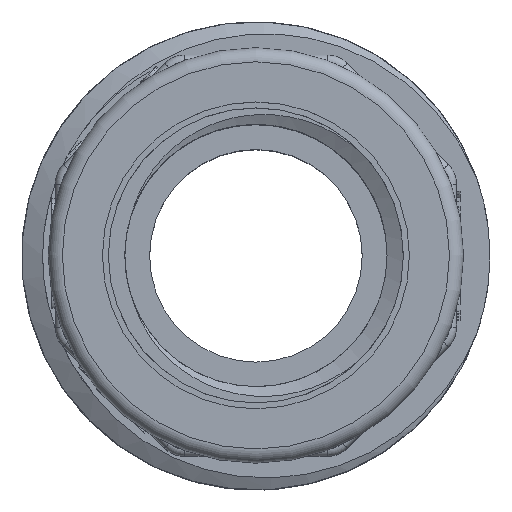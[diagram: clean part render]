
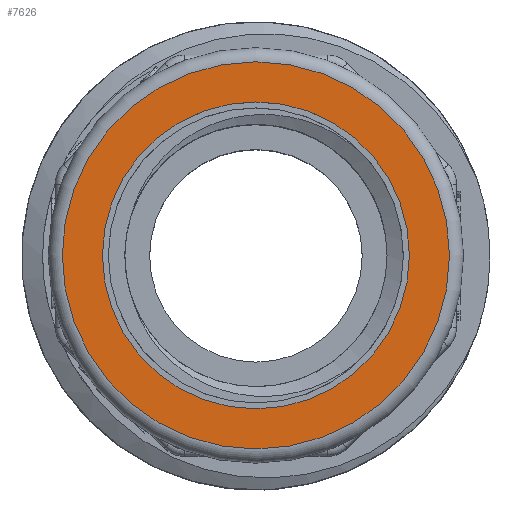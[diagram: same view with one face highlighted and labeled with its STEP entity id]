
A CAD part, top view. The second image highlights one B-rep face of the part: STEP entity #7626.
In plain terms, the highlighted planar face has unit normal (0, 0, 1).
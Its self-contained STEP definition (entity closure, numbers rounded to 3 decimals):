
#208=FACE_BOUND('',#1293,.T.);
#410=PLANE('',#8033);
#831=FACE_OUTER_BOUND('',#1292,.T.);
#1292=EDGE_LOOP('',(#7113));
#1293=EDGE_LOOP('',(#7114));
#1419=CIRCLE('',#8034,13.75);
#1420=CIRCLE('',#8035,10.9);
#3771=VERTEX_POINT('',#20575);
#3772=VERTEX_POINT('',#20577);
#4886=EDGE_CURVE('',#3771,#3771,#1419,.T.);
#4887=EDGE_CURVE('',#3772,#3772,#1420,.T.);
#7113=ORIENTED_EDGE('',*,*,#4886,.T.);
#7114=ORIENTED_EDGE('',*,*,#4887,.T.);
#7626=ADVANCED_FACE('',(#831,#208),#410,.T.);
#8033=AXIS2_PLACEMENT_3D('',#20574,#9444,#9445);
#8034=AXIS2_PLACEMENT_3D('',#20576,#9446,#9447);
#8035=AXIS2_PLACEMENT_3D('',#20578,#9448,#9449);
#9444=DIRECTION('center_axis',(0.,0.,1.));
#9445=DIRECTION('ref_axis',(1.,0.,0.));
#9446=DIRECTION('center_axis',(0.,0.,1.));
#9447=DIRECTION('ref_axis',(1.,0.,0.));
#9448=DIRECTION('center_axis',(0.,0.,-1.));
#9449=DIRECTION('ref_axis',(-1.,0.,0.));
#20574=CARTESIAN_POINT('Origin',(0.,0.,31.6));
#20575=CARTESIAN_POINT('',(-13.75,0.,31.6));
#20576=CARTESIAN_POINT('Origin',(0.,0.,31.6));
#20577=CARTESIAN_POINT('',(10.9,0.,31.6));
#20578=CARTESIAN_POINT('Origin',(0.,0.,31.6));
